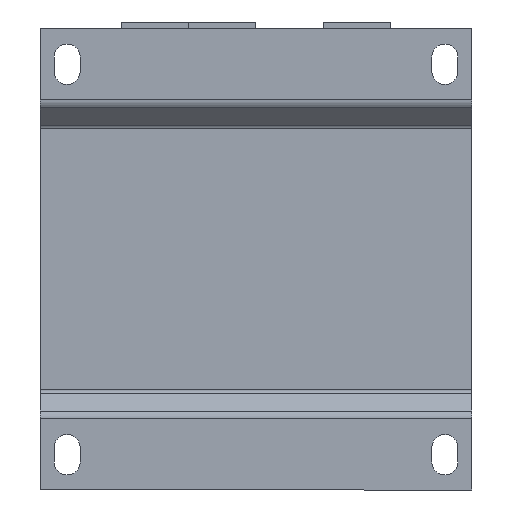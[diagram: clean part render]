
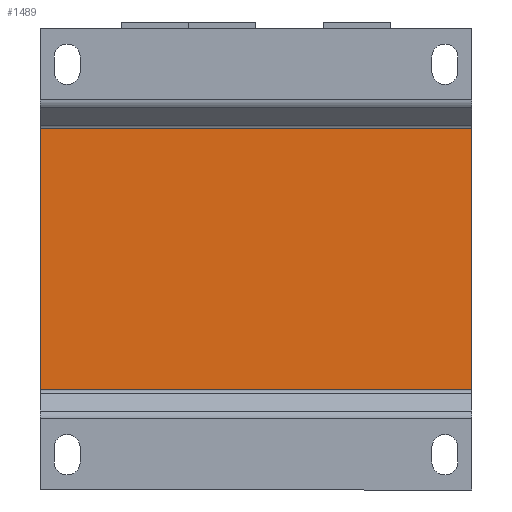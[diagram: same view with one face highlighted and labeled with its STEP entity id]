
A CAD part, front view. The second image highlights one B-rep face of the part: STEP entity #1489.
In plain terms, the highlighted planar face has unit normal (0, -1, 0).
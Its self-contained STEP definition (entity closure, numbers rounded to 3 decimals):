
#104 = EDGE_CURVE ( 'Defeature ausgef�hrt1_89+Defeature ausgef�hrt1_86+Defeature ausgef�hrt1_87+Defeature ausgef�hrt1_88', #6658, #179, #3596, .T. ) ;
#179 = VERTEX_POINT ( 'NONE', #6031 ) ;
#1178 = DIRECTION ( 'NONE',  ( 0., 1., 0. ) ) ;
#1191 = ORIENTED_EDGE ( 'NONE', *, *, #4261, .F. ) ;
#1385 = CARTESIAN_POINT ( 'NONE',  ( 48., -41.5, 29.014 ) ) ;
#1489 = ADVANCED_FACE ( 'Defeature ausgef�hrt1_86', ( #1912 ), #6258, .F. ) ;
#1499 = LINE ( 'NONE', #3448, #2163 ) ;
#1553 = CARTESIAN_POINT ( 'NONE',  ( 48., -41.5, -51.25 ) ) ;
#1567 = DIRECTION ( 'NONE',  ( 0., 0., 1. ) ) ;
#1632 = VERTEX_POINT ( 'NONE', #5367 ) ;
#1912 = FACE_OUTER_BOUND ( 'NONE', #4508, .T. ) ;
#2163 = VECTOR ( 'NONE', #1567, 1000. ) ;
#2165 = DIRECTION ( 'NONE',  ( 0., 0., -1. ) ) ;
#2518 = CARTESIAN_POINT ( 'NONE',  ( 0., -41.5, 0. ) ) ;
#2927 = DIRECTION ( 'NONE',  ( -1., 0., 0. ) ) ;
#3448 = CARTESIAN_POINT ( 'NONE',  ( -48., -41.5, -51.25 ) ) ;
#3498 = CARTESIAN_POINT ( 'NONE',  ( 0., -41.5, 29.014 ) ) ;
#3596 = LINE ( 'NONE', #5922, #6240 ) ;
#3808 = EDGE_CURVE ( 'Defeature ausgef�hrt1_86+Defeature ausgef�hrt1_106+Defeature ausgef�hrt1_85+Defeature ausgef�hrt1_84', #7668, #1632, #4437, .T. ) ;
#4261 = EDGE_CURVE ( 'Defeature ausgef�hrt1_85+Defeature ausgef�hrt1_86+Defeature ausgef�hrt1_104+Defeature ausgef�hrt1_87', #7668, #6658, #5788, .T. ) ;
#4437 = LINE ( 'NONE', #3498, #7860 ) ;
#4497 = ORIENTED_EDGE ( 'NONE', *, *, #5498, .F. ) ;
#4508 = EDGE_LOOP ( 'NONE', ( #4561, #1191, #7283, #4497 ) ) ;
#4561 = ORIENTED_EDGE ( 'NONE', *, *, #104, .F. ) ;
#5185 = CARTESIAN_POINT ( 'NONE',  ( 48., -41.5, -29.014 ) ) ;
#5367 = CARTESIAN_POINT ( 'NONE',  ( -48., -41.5, 29.014 ) ) ;
#5498 = EDGE_CURVE ( 'Defeature ausgef�hrt1_84+Defeature ausgef�hrt1_86+Defeature ausgef�hrt1_88+Defeature ausgef�hrt1_105', #179, #1632, #1499, .T. ) ;
#5788 = LINE ( 'NONE', #1553, #6279 ) ;
#5922 = CARTESIAN_POINT ( 'NONE',  ( 0., -41.5, -29.014 ) ) ;
#6031 = CARTESIAN_POINT ( 'NONE',  ( -48., -41.5, -29.014 ) ) ;
#6156 = DIRECTION ( 'NONE',  ( 0., 0., 1. ) ) ;
#6240 = VECTOR ( 'NONE', #6519, 1000. ) ;
#6258 = PLANE ( 'NONE',  #7132 ) ;
#6279 = VECTOR ( 'NONE', #2165, 1000. ) ;
#6519 = DIRECTION ( 'NONE',  ( -1., 0., 0. ) ) ;
#6658 = VERTEX_POINT ( 'NONE', #5185 ) ;
#7132 = AXIS2_PLACEMENT_3D ( 'NONE', #2518, #1178, #6156 ) ;
#7283 = ORIENTED_EDGE ( 'NONE', *, *, #3808, .T. ) ;
#7668 = VERTEX_POINT ( 'NONE', #1385 ) ;
#7860 = VECTOR ( 'NONE', #2927, 1000. ) ;
